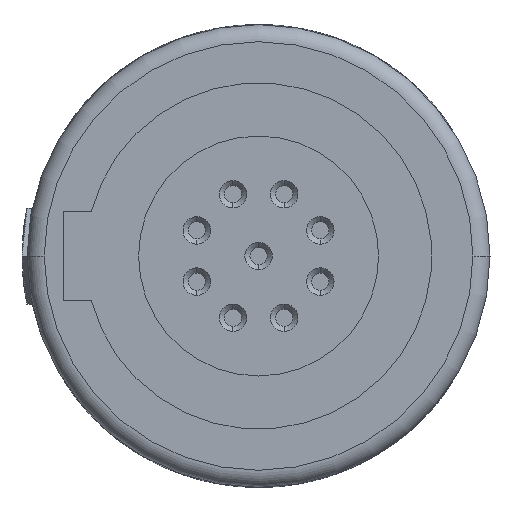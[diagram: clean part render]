
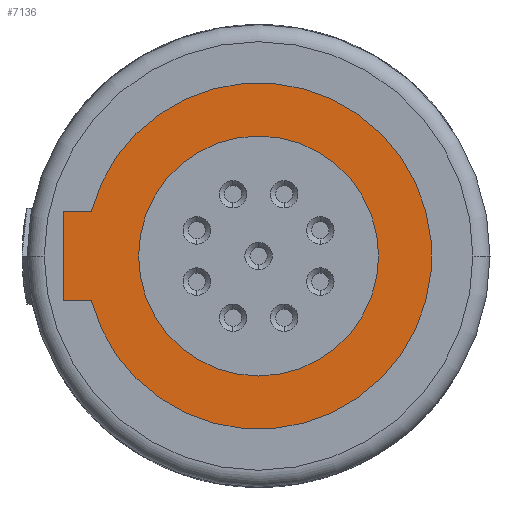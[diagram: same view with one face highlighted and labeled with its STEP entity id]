
A CAD part, left-side view. The second image highlights one B-rep face of the part: STEP entity #7136.
In plain terms, the highlighted planar face has unit normal (-1, 0, 0).
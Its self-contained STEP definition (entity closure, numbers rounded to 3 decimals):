
#2156=DIRECTION('',(0.,1.,0.));
#2157=VECTOR('',#2156,0.82);
#2158=CARTESIAN_POINT('',(0.,4.88,-1.3));
#2159=LINE('',#2158,#2157);
#2160=DIRECTION('',(0.,0.,1.));
#2161=VECTOR('',#2160,2.6);
#2162=CARTESIAN_POINT('',(0.,5.7,-1.3));
#2163=LINE('',#2162,#2161);
#2164=DIRECTION('',(0.,-1.,0.));
#2165=VECTOR('',#2164,0.82);
#2166=CARTESIAN_POINT('',(0.,5.7,1.3));
#2167=LINE('',#2166,#2165);
#2168=CARTESIAN_POINT('',(0.,0.,0.));
#2169=DIRECTION('',(1.,0.,0.));
#2170=DIRECTION('',(0.,0.,-1.));
#2171=AXIS2_PLACEMENT_3D('',#2168,#2169,#2170);
#2173=CARTESIAN_POINT('',(0.,0.,0.));
#2174=DIRECTION('',(1.,0.,0.));
#2175=DIRECTION('',(0.,0.,1.));
#2176=AXIS2_PLACEMENT_3D('',#2173,#2174,#2175);
#2187=CARTESIAN_POINT('',(0.,0.,0.));
#2188=DIRECTION('',(-1.,0.,0.));
#2189=DIRECTION('',(0.,0.966,-0.257));
#2190=AXIS2_PLACEMENT_3D('',#2187,#2188,#2189);
#3784=CARTESIAN_POINT('',(0.,0.,-3.5));
#3785=VERTEX_POINT('',#3784);
#3786=CARTESIAN_POINT('',(0.,0.,3.5));
#3787=VERTEX_POINT('',#3786);
#4364=CARTESIAN_POINT('',(0.,5.7,-1.3));
#4365=CARTESIAN_POINT('',(0.,5.7,1.3));
#4366=VERTEX_POINT('',#4364);
#4367=VERTEX_POINT('',#4365);
#4368=CARTESIAN_POINT('',(0.,4.88,-1.3));
#4369=VERTEX_POINT('',#4368);
#4370=CARTESIAN_POINT('',(0.,4.88,1.3));
#4371=VERTEX_POINT('',#4370);
#7116=CARTESIAN_POINT('',(0.,0.,0.));
#7117=DIRECTION('',(1.,0.,0.));
#7118=DIRECTION('',(0.,0.,-1.));
#7119=AXIS2_PLACEMENT_3D('',#7116,#7117,#7118);
#7120=PLANE('',#7119);
#7122=ORIENTED_EDGE('',*,*,#7121,.F.);
#7123=ORIENTED_EDGE('',*,*,#7099,.T.);
#7125=ORIENTED_EDGE('',*,*,#7124,.T.);
#7127=ORIENTED_EDGE('',*,*,#7126,.T.);
#7128=EDGE_LOOP('',(#7122,#7123,#7125,#7127));
#7129=FACE_OUTER_BOUND('',#7128,.F.);
#7131=ORIENTED_EDGE('',*,*,#7130,.F.);
#7133=ORIENTED_EDGE('',*,*,#7132,.F.);
#7134=EDGE_LOOP('',(#7131,#7133));
#7135=FACE_BOUND('',#7134,.F.);
#2172=CIRCLE('',#2171,3.5);
#2177=CIRCLE('',#2176,3.5);
#2191=CIRCLE('',#2190,5.05);
#7099=EDGE_CURVE('',#4369,#4366,#2159,.T.);
#7121=EDGE_CURVE('',#4369,#4371,#2191,.T.);
#7124=EDGE_CURVE('',#4366,#4367,#2163,.T.);
#7126=EDGE_CURVE('',#4367,#4371,#2167,.T.);
#7130=EDGE_CURVE('',#3785,#3787,#2172,.T.);
#7132=EDGE_CURVE('',#3787,#3785,#2177,.T.);
#7136=ADVANCED_FACE('',(#7129,#7135),#7120,.F.);
